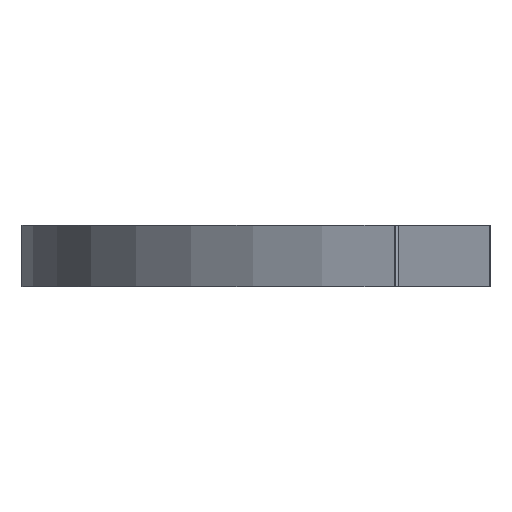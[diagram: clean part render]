
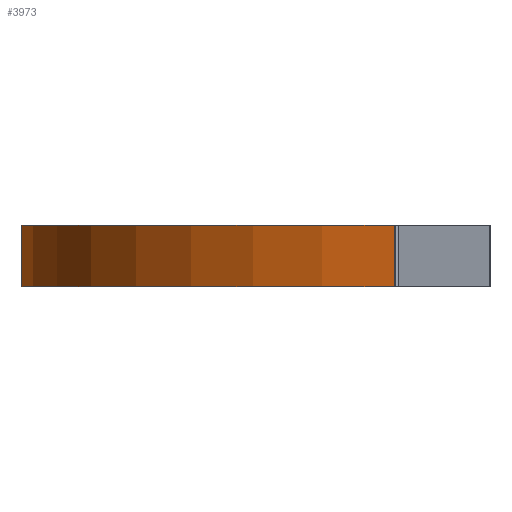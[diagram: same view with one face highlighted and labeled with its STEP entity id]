
A CAD part, left-side view. The second image highlights one B-rep face of the part: STEP entity #3973.
In plain terms, the highlighted cylindrical face has radius 30.2 mm (diameter 60.4 mm), a partial arc.
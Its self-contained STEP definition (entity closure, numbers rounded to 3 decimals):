
#184 = EDGE_CURVE ( 'NONE', #2398, #4175, #6756, .T. ) ;
#217 = ORIENTED_EDGE ( 'NONE', *, *, #5593, .F. ) ;
#255 = CARTESIAN_POINT ( 'NONE',  ( 53.29, 12.829, 4. ) ) ;
#519 = DIRECTION ( 'NONE',  ( 1., 0., 0. ) ) ;
#579 = VERTEX_POINT ( 'NONE', #4215 ) ;
#725 = CARTESIAN_POINT ( 'NONE',  ( 29.463, -5.726, 4. ) ) ;
#1462 = CARTESIAN_POINT ( 'NONE',  ( 53.29, 12.829, 4. ) ) ;
#1508 = CYLINDRICAL_SURFACE ( 'NONE', #5917, 30.2 ) ;
#1523 = ORIENTED_EDGE ( 'NONE', *, *, #184, .T. ) ;
#2391 = CIRCLE ( 'NONE', #6896, 30.2 ) ;
#2398 = VERTEX_POINT ( 'NONE', #255 ) ;
#2498 = CIRCLE ( 'NONE', #3195, 30.2 ) ;
#2704 = LINE ( 'NONE', #3485, #4954 ) ;
#2807 = DIRECTION ( 'NONE',  ( 0., 0., -1. ) ) ;
#3144 = DIRECTION ( 'NONE',  ( 0., 0., 1. ) ) ;
#3195 = AXIS2_PLACEMENT_3D ( 'NONE', #5137, #7773, #519 ) ;
#3373 = DIRECTION ( 'NONE',  ( -1., 0., 0. ) ) ;
#3485 = CARTESIAN_POINT ( 'NONE',  ( -0.135, 0.274, 4. ) ) ;
#3565 = CARTESIAN_POINT ( 'NONE',  ( -0.135, 0.274, 0. ) ) ;
#3717 = ORIENTED_EDGE ( 'NONE', *, *, #5966, .F. ) ;
#3890 = VECTOR ( 'NONE', #2807, 1000. ) ;
#3973 = ADVANCED_FACE ( 'NONE', ( #7672 ), #1508, .T. ) ;
#4175 = VERTEX_POINT ( 'NONE', #4556 ) ;
#4215 = CARTESIAN_POINT ( 'NONE',  ( -0.135, 0.274, 4. ) ) ;
#4391 = ORIENTED_EDGE ( 'NONE', *, *, #7185, .T. ) ;
#4556 = CARTESIAN_POINT ( 'NONE',  ( 53.29, 12.829, 0. ) ) ;
#4656 = DIRECTION ( 'NONE',  ( 0., 0., -1. ) ) ;
#4954 = VECTOR ( 'NONE', #4656, 1000. ) ;
#5137 = CARTESIAN_POINT ( 'NONE',  ( 29.463, -5.726, 0. ) ) ;
#5593 = EDGE_CURVE ( 'NONE', #2398, #579, #2391, .T. ) ;
#5917 = AXIS2_PLACEMENT_3D ( 'NONE', #725, #7293, #3373 ) ;
#5966 = EDGE_CURVE ( 'NONE', #579, #8233, #2704, .T. ) ;
#6467 = DIRECTION ( 'NONE',  ( 1., 0., 0. ) ) ;
#6756 = LINE ( 'NONE', #1462, #3890 ) ;
#6896 = AXIS2_PLACEMENT_3D ( 'NONE', #7736, #3144, #6467 ) ;
#7185 = EDGE_CURVE ( 'NONE', #4175, #8233, #2498, .T. ) ;
#7293 = DIRECTION ( 'NONE',  ( 0., 0., -1. ) ) ;
#7338 = EDGE_LOOP ( 'NONE', ( #4391, #3717, #217, #1523 ) ) ;
#7672 = FACE_OUTER_BOUND ( 'NONE', #7338, .T. ) ;
#7736 = CARTESIAN_POINT ( 'NONE',  ( 29.463, -5.726, 4. ) ) ;
#7773 = DIRECTION ( 'NONE',  ( 0., 0., 1. ) ) ;
#8233 = VERTEX_POINT ( 'NONE', #3565 ) ;
